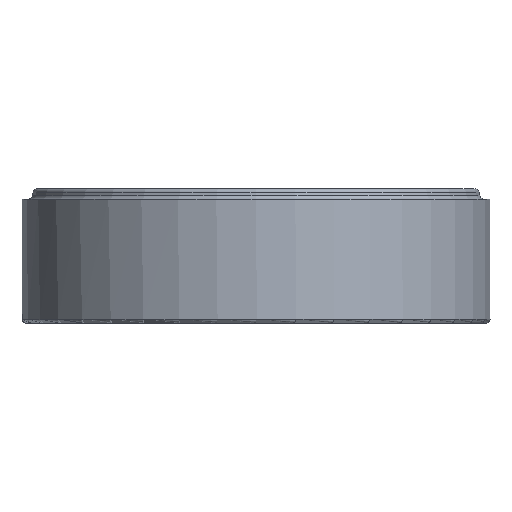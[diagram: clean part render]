
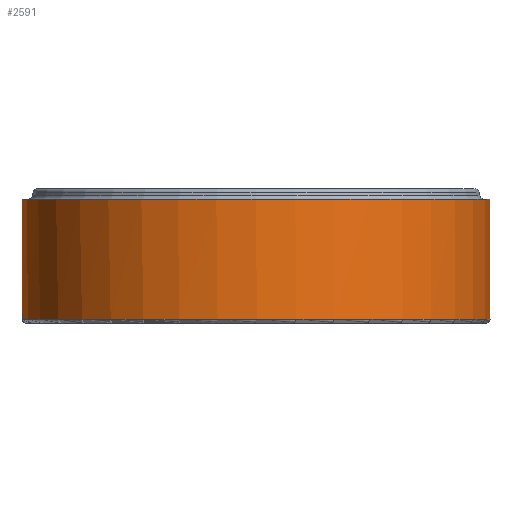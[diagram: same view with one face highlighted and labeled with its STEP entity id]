
A CAD part, left-side view. The second image highlights one B-rep face of the part: STEP entity #2591.
In plain terms, the highlighted cylindrical face has radius 22.65 mm (diameter 45.3 mm), a partial arc.
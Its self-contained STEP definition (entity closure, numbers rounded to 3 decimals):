
#34=ELLIPSE('',#2841,32.032,22.65);
#265=CYLINDRICAL_SURFACE('',#2838,22.65);
#333=FACE_OUTER_BOUND('',#504,.T.);
#504=EDGE_LOOP('',(#1956,#1957,#1958,#1959,#1960,#1961));
#682=LINE('',#4809,#786);
#684=LINE('',#4813,#788);
#786=VECTOR('',#3329,10.);
#788=VECTOR('',#3333,10.);
#916=CIRCLE('',#2823,22.65);
#924=CIRCLE('',#2839,22.65);
#925=CIRCLE('',#2840,22.65);
#1162=VERTEX_POINT('',#4754);
#1163=VERTEX_POINT('',#4767);
#1170=VERTEX_POINT('',#4808);
#1171=VERTEX_POINT('',#4812);
#1172=VERTEX_POINT('',#4814);
#1173=VERTEX_POINT('',#4816);
#1450=EDGE_CURVE('',#1162,#1163,#916,.T.);
#1464=EDGE_CURVE('',#1163,#1170,#682,.T.);
#1466=EDGE_CURVE('',#1162,#1171,#684,.T.);
#1467=EDGE_CURVE('',#1172,#1171,#924,.T.);
#1468=EDGE_CURVE('',#1173,#1172,#925,.T.);
#1469=EDGE_CURVE('',#1170,#1173,#34,.F.);
#1956=ORIENTED_EDGE('',*,*,#1450,.F.);
#1957=ORIENTED_EDGE('',*,*,#1466,.T.);
#1958=ORIENTED_EDGE('',*,*,#1467,.F.);
#1959=ORIENTED_EDGE('',*,*,#1468,.F.);
#1960=ORIENTED_EDGE('',*,*,#1469,.F.);
#1961=ORIENTED_EDGE('',*,*,#1464,.F.);
#2591=ADVANCED_FACE('',(#333),#265,.T.);
#2823=AXIS2_PLACEMENT_3D('',#4768,#3294,#3295);
#2838=AXIS2_PLACEMENT_3D('',#4811,#3331,#3332);
#2839=AXIS2_PLACEMENT_3D('',#4815,#3334,#3335);
#2840=AXIS2_PLACEMENT_3D('',#4817,#3336,#3337);
#2841=AXIS2_PLACEMENT_3D('',#4818,#3338,#3339);
#3294=DIRECTION('center_axis',(0.,0.,
-1.));
#3295=DIRECTION('ref_axis',(-0.969,0.247,0.));
#3329=DIRECTION('',(0.,0.,1.));
#3331=DIRECTION('center_axis',(0.,0.,1.));
#3332=DIRECTION('ref_axis',(-1.,0.,0.));
#3333=DIRECTION('',(0.,0.,1.));
#3334=DIRECTION('center_axis',(0.,0.,1.));
#3335=DIRECTION('ref_axis',(-1.,0.,0.));
#3336=DIRECTION('center_axis',(0.,0.,1.));
#3337=DIRECTION('ref_axis',(-1.,0.,0.));
#3338=DIRECTION('center_axis',(0.,0.707,0.707));
#3339=DIRECTION('ref_axis',(0.,-0.707,0.707));
#4754=CARTESIAN_POINT('',(36.036,-98.76,6.4));
#4767=CARTESIAN_POINT('',(45.673,-60.923,6.4));
#4768=CARTESIAN_POINT('Origin',(29.724,-77.007,6.4));
#4808=CARTESIAN_POINT('',(45.673,-60.923,17.4));
#4809=CARTESIAN_POINT('',(45.673,-60.923,6.));
#4811=CARTESIAN_POINT('Origin',(29.724,-77.007,6.));
#4812=CARTESIAN_POINT('',(36.036,-98.76,18.));
#4813=CARTESIAN_POINT('',(36.036,-98.76,6.));
#4814=CARTESIAN_POINT('',(7.074,-77.007,18.));
#4815=CARTESIAN_POINT('Origin',(29.724,-77.007,18.));
#4816=CARTESIAN_POINT('',(46.256,-61.523,18.));
#4817=CARTESIAN_POINT('Origin',(29.724,-77.007,18.));
#4818=CARTESIAN_POINT('Origin',(29.724,-77.007,33.483));
